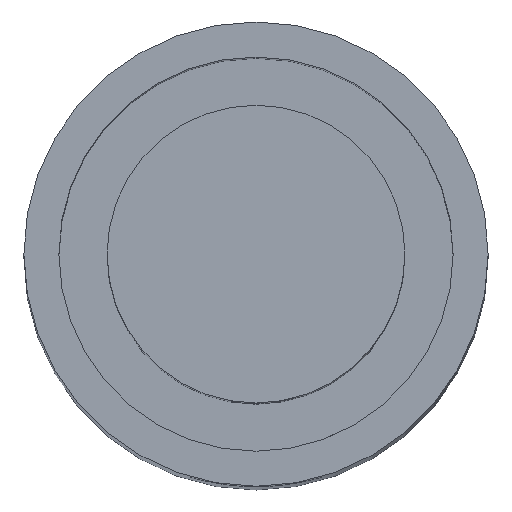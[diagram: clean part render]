
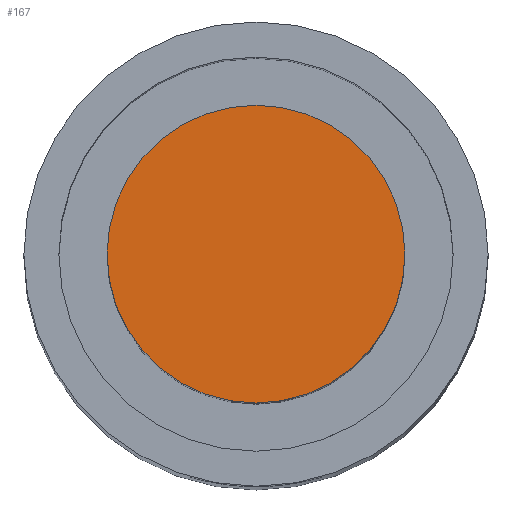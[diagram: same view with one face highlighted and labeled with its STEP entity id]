
A CAD part, top view. The second image highlights one B-rep face of the part: STEP entity #167.
In plain terms, the highlighted planar face has unit normal (0, 0, 1).
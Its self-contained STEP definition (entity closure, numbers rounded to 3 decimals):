
#48=FACE_OUTER_BOUND('',#62,.T.);
#62=EDGE_LOOP('',(#126));
#79=CIRCLE('',#199,8.5);
#88=VERTEX_POINT('',#277);
#103=EDGE_CURVE('',#88,#88,#79,.T.);
#126=ORIENTED_EDGE('',*,*,#103,.F.);
#160=PLANE('',#198);
#167=ADVANCED_FACE('',(#48),#160,.T.);
#198=AXIS2_PLACEMENT_3D('',#276,#231,#232);
#199=AXIS2_PLACEMENT_3D('',#278,#233,#234);
#231=DIRECTION('center_axis',(0.,0.,1.));
#232=DIRECTION('ref_axis',(-1.,0.,0.));
#233=DIRECTION('center_axis',(0.,0.,-1.));
#234=DIRECTION('ref_axis',(-1.,0.,0.));
#276=CARTESIAN_POINT('Origin',(0.,0.,-48.9));
#277=CARTESIAN_POINT('',(8.5,0.,-48.9));
#278=CARTESIAN_POINT('Origin',(0.,0.,-48.9));
